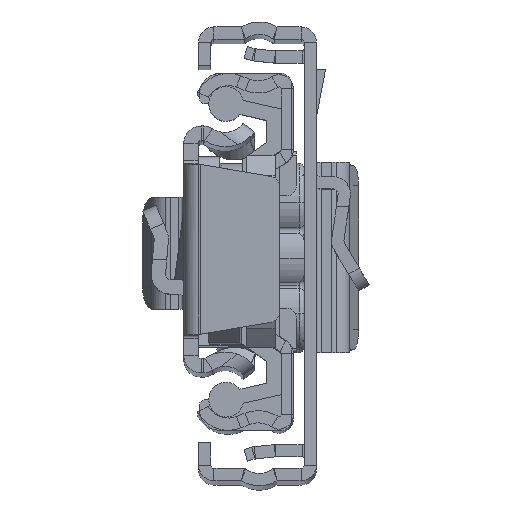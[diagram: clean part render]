
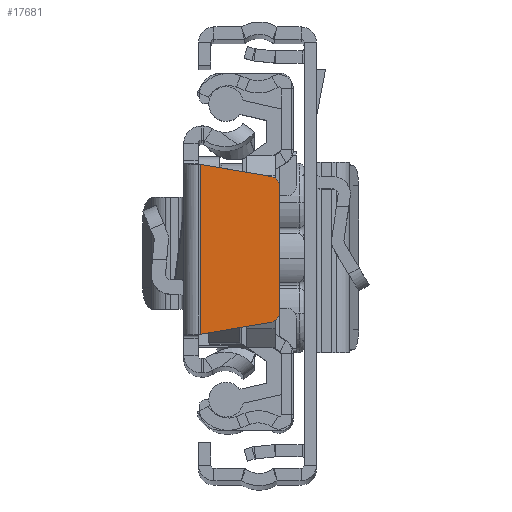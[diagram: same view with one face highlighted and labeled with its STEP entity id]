
A CAD part, top view. The second image highlights one B-rep face of the part: STEP entity #17681.
In plain terms, the highlighted planar face has unit normal (0, 0, 1).
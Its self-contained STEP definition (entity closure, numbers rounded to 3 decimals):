
#195 = AXIS2_PLACEMENT_3D ( 'NONE', #8787, #4443, #14392 ) ;
#630 = EDGE_CURVE ( 'NONE', #5825, #5379, #8782, .T. ) ;
#833 = CARTESIAN_POINT ( 'NONE',  ( 8.568, 7.142, 0. ) ) ;
#2161 = CARTESIAN_POINT ( 'NONE',  ( 1.5, 8.35, 0. ) ) ;
#2848 = VECTOR ( 'NONE', #5653, 1000. ) ;
#3471 = VERTEX_POINT ( 'NONE', #16858 ) ;
#3811 = DIRECTION ( 'NONE',  ( 1., 0., 0. ) ) ;
#3910 = FACE_OUTER_BOUND ( 'NONE', #20916, .T. ) ;
#3989 = EDGE_CURVE ( 'NONE', #20541, #3471, #16141, .T. ) ;
#4443 = DIRECTION ( 'NONE',  ( 0., 0., -1. ) ) ;
#4922 = DIRECTION ( 'NONE',  ( 1., 0., 0. ) ) ;
#5082 = ORIENTED_EDGE ( 'NONE', *, *, #3989, .T. ) ;
#5165 = CIRCLE ( 'NONE', #20046, 1. ) ;
#5379 = VERTEX_POINT ( 'NONE', #14302 ) ;
#5540 = CARTESIAN_POINT ( 'NONE',  ( 8.4, -6.156, 0. ) ) ;
#5653 = DIRECTION ( 'NONE',  ( 0.986, 0.168, 0. ) ) ;
#5825 = VERTEX_POINT ( 'NONE', #10239 ) ;
#6023 = VECTOR ( 'NONE', #10626, 1000. ) ;
#6272 = CARTESIAN_POINT ( 'NONE',  ( 1.6, 8.333, 0. ) ) ;
#6898 = EDGE_CURVE ( 'NONE', #15689, #5825, #5165, .T. ) ;
#8782 = LINE ( 'NONE', #18730, #6023 ) ;
#8787 = CARTESIAN_POINT ( 'NONE',  ( 8.4, 6.156, 0. ) ) ;
#9414 = VECTOR ( 'NONE', #12807, 1000. ) ;
#9685 = ORIENTED_EDGE ( 'NONE', *, *, #18832, .T. ) ;
#10239 = CARTESIAN_POINT ( 'NONE',  ( 9.4, -6.156, 0. ) ) ;
#10520 = PLANE ( 'NONE',  #195 ) ;
#10626 = DIRECTION ( 'NONE',  ( 0., 1., 0. ) ) ;
#10994 = CARTESIAN_POINT ( 'NONE',  ( 8.568, -7.142, 0. ) ) ;
#11327 = VECTOR ( 'NONE', #20705, 1000. ) ;
#11331 = CIRCLE ( 'NONE', #12725, 1. ) ;
#11487 = ORIENTED_EDGE ( 'NONE', *, *, #15317, .T. ) ;
#11977 = VERTEX_POINT ( 'NONE', #833 ) ;
#12725 = AXIS2_PLACEMENT_3D ( 'NONE', #12745, #16711, #4922 ) ;
#12745 = CARTESIAN_POINT ( 'NONE',  ( 8.4, 6.156, 0. ) ) ;
#12807 = DIRECTION ( 'NONE',  ( 0., -1., 0. ) ) ;
#14302 = CARTESIAN_POINT ( 'NONE',  ( 9.4, 6.156, 0. ) ) ;
#14392 = DIRECTION ( 'NONE',  ( 1., 0., 0. ) ) ;
#14411 = CARTESIAN_POINT ( 'NONE',  ( 1.6, -8.333, 0. ) ) ;
#15284 = LINE ( 'NONE', #20297, #2848 ) ;
#15317 = EDGE_CURVE ( 'NONE', #5379, #11977, #11331, .T. ) ;
#15689 = VERTEX_POINT ( 'NONE', #10994 ) ;
#15959 = EDGE_CURVE ( 'NONE', #3471, #15689, #15284, .T. ) ;
#16141 = LINE ( 'NONE', #14411, #9414 ) ;
#16249 = ORIENTED_EDGE ( 'NONE', *, *, #6898, .T. ) ;
#16711 = DIRECTION ( 'NONE',  ( 0., 0., 1. ) ) ;
#16858 = CARTESIAN_POINT ( 'NONE',  ( 1.6, -8.333, 0. ) ) ;
#17006 = LINE ( 'NONE', #2161, #11327 ) ;
#17210 = ORIENTED_EDGE ( 'NONE', *, *, #15959, .T. ) ;
#17669 = ORIENTED_EDGE ( 'NONE', *, *, #630, .T. ) ;
#17681 = ADVANCED_FACE ( 'NONE', ( #3910 ), #10520, .F. ) ;
#18636 = DIRECTION ( 'NONE',  ( 0., 0., 1. ) ) ;
#18730 = CARTESIAN_POINT ( 'NONE',  ( 9.4, 6.156, 0. ) ) ;
#18832 = EDGE_CURVE ( 'NONE', #11977, #20541, #17006, .T. ) ;
#20046 = AXIS2_PLACEMENT_3D ( 'NONE', #5540, #18636, #3811 ) ;
#20297 = CARTESIAN_POINT ( 'NONE',  ( 8.568, -7.142, 0. ) ) ;
#20541 = VERTEX_POINT ( 'NONE', #6272 ) ;
#20705 = DIRECTION ( 'NONE',  ( -0.986, 0.168, 0. ) ) ;
#20916 = EDGE_LOOP ( 'NONE', ( #5082, #17210, #16249, #17669, #11487, #9685 ) ) ;
